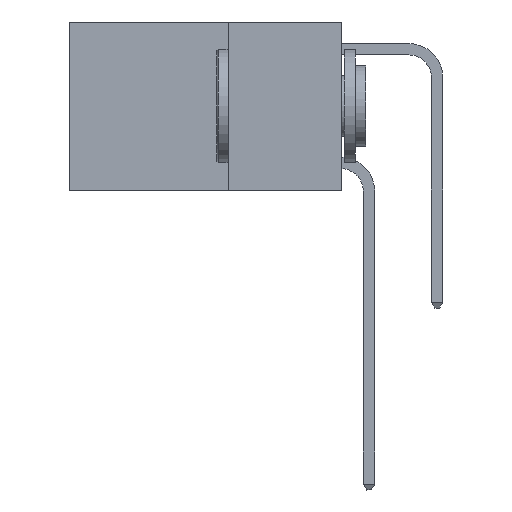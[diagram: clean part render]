
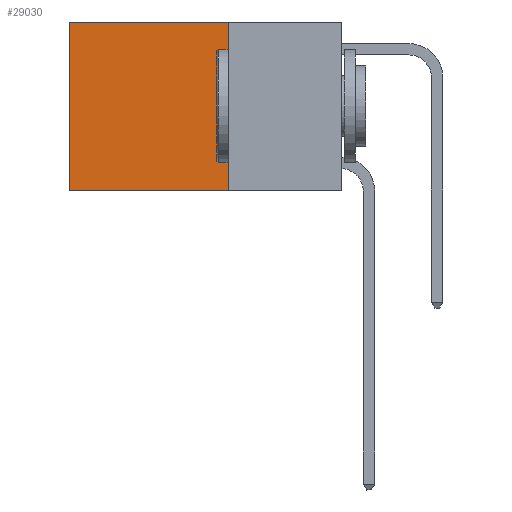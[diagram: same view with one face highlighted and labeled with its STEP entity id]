
A CAD part, left-side view. The second image highlights one B-rep face of the part: STEP entity #29030.
In plain terms, the highlighted planar face has unit normal (-1, 0, 0).
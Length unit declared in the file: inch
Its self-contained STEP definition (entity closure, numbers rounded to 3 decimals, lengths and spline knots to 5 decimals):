
#805 = LINE ( 'NONE', #29859, #17729 ) ;
#979 = DIRECTION ( 'NONE',  ( 1., 0., 0. ) ) ;
#1469 = LINE ( 'NONE', #8013, #19873 ) ;
#1566 = VECTOR ( 'NONE', #23490, 39.37008 ) ;
#1688 = CARTESIAN_POINT ( 'NONE',  ( 0.2625, 0.6, 0. ) ) ;
#2890 = VERTEX_POINT ( 'NONE', #15310 ) ;
#3699 = DIRECTION ( 'NONE',  ( 0., 1., 0. ) ) ;
#5162 = ORIENTED_EDGE ( 'NONE', *, *, #29003, .T. ) ;
#5689 = CARTESIAN_POINT ( 'NONE',  ( 0.2625, 0.6, -0.37 ) ) ;
#6563 = EDGE_CURVE ( 'NONE', #30343, #27537, #7007, .T. ) ;
#7007 = LINE ( 'NONE', #1688, #12690 ) ;
#8013 = CARTESIAN_POINT ( 'NONE',  ( 0.2625, 0.25, 0. ) ) ;
#8869 = DIRECTION ( 'NONE',  ( 0., 0., -1. ) ) ;
#10480 = CARTESIAN_POINT ( 'NONE',  ( 0.2625, 0.6, 0. ) ) ;
#10862 = FACE_OUTER_BOUND ( 'NONE', #27079, .T. ) ;
#12690 = VECTOR ( 'NONE', #8869, 39.37008 ) ;
#14150 = CARTESIAN_POINT ( 'NONE',  ( 0.2625, 0.25, -0.37 ) ) ;
#15286 = DIRECTION ( 'NONE',  ( 0., 1., 0. ) ) ;
#15310 = CARTESIAN_POINT ( 'NONE',  ( 0.2625, 0.25, 0. ) ) ;
#15391 = CARTESIAN_POINT ( 'NONE',  ( 0.2625, 0.25, 0. ) ) ;
#15848 = ORIENTED_EDGE ( 'NONE', *, *, #20983, .F. ) ;
#17729 = VECTOR ( 'NONE', #3699, 39.37008 ) ;
#17804 = DIRECTION ( 'NONE',  ( 0., 0., -1. ) ) ;
#18775 = ORIENTED_EDGE ( 'NONE', *, *, #20422, .F. ) ;
#19873 = VECTOR ( 'NONE', #15286, 39.37008 ) ;
#20422 = EDGE_CURVE ( 'NONE', #2890, #22860, #20723, .T. ) ;
#20723 = LINE ( 'NONE', #21073, #1566 ) ;
#20983 = EDGE_CURVE ( 'NONE', #22860, #27537, #805, .T. ) ;
#21073 = CARTESIAN_POINT ( 'NONE',  ( 0.2625, 0.25, 0. ) ) ;
#21398 = ORIENTED_EDGE ( 'NONE', *, *, #6563, .T. ) ;
#21526 = AXIS2_PLACEMENT_3D ( 'NONE', #15391, #979, #17804 ) ;
#22860 = VERTEX_POINT ( 'NONE', #14150 ) ;
#23490 = DIRECTION ( 'NONE',  ( 0., 0., -1. ) ) ;
#27079 = EDGE_LOOP ( 'NONE', ( #21398, #15848, #18775, #5162 ) ) ;
#27251 = PLANE ( 'NONE',  #21526 ) ;
#27537 = VERTEX_POINT ( 'NONE', #5689 ) ;
#29003 = EDGE_CURVE ( 'NONE', #2890, #30343, #1469, .T. ) ;
#29030 = ADVANCED_FACE ( 'NONE', ( #10862 ), #27251, .F. ) ;
#29859 = CARTESIAN_POINT ( 'NONE',  ( 0.2625, 0.25, -0.37 ) ) ;
#30343 = VERTEX_POINT ( 'NONE', #10480 ) ;
